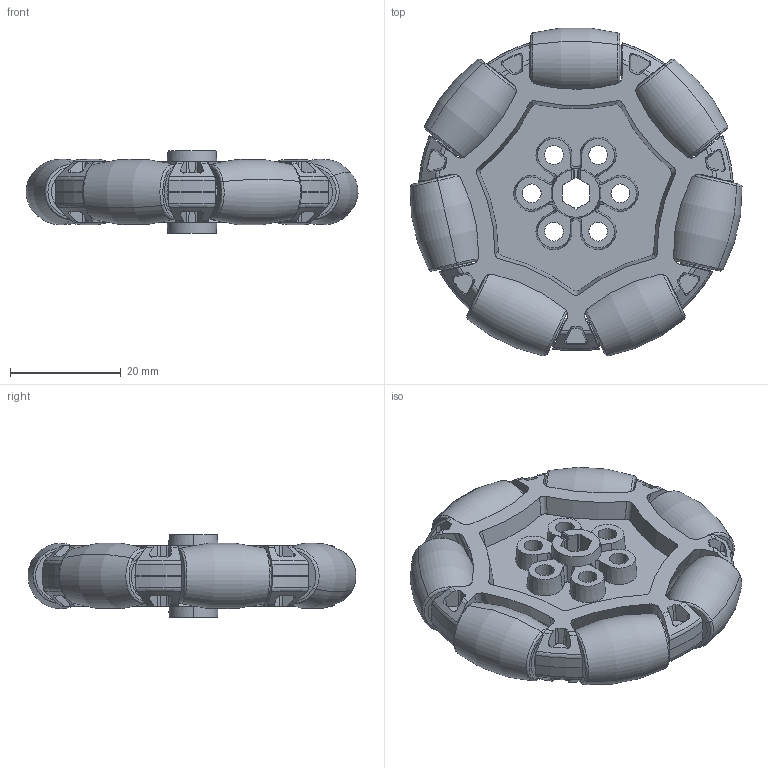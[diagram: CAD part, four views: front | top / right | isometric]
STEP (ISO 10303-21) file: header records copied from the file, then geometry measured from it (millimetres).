
FILE_DESCRIPTION (( 'STEP AP214' ), '1' );
FILE_NAME ('REV-41-1160.STEP', '2017-04-01T04:54:05', ( '' ), ( '' ), 'SwSTEP 2.0', 'SolidWorks 2016', '' );
FILE_SCHEMA (( 'AUTOMOTIVE_DESIGN' ));
Length unit declared in the file: millimetre
Products named in the file (1): REV-41-1160
Bounding box: 60.02 x 59.28 x 15 mm (x, y, z)
Volume: 20926.3 mm3; surface area: 26622.4 mm2
Topology: 23 solids, 23 shells, 1402 faces, 3714 edges, 2342 vertices
Faces by surface type: cone 484, cylinder 381, bspline 259, plane 250, torus 28
Entity records: 67942 total; most frequent: CARTESIAN_POINT 18948, ORIENTED_EDGE 7408, DIRECTION 6665, EDGE_CURVE 3704, AXIS2_PLACEMENT_3D 2709, VERTEX_POINT 2342, CIRCLE 1565, EDGE_LOOP 1440
